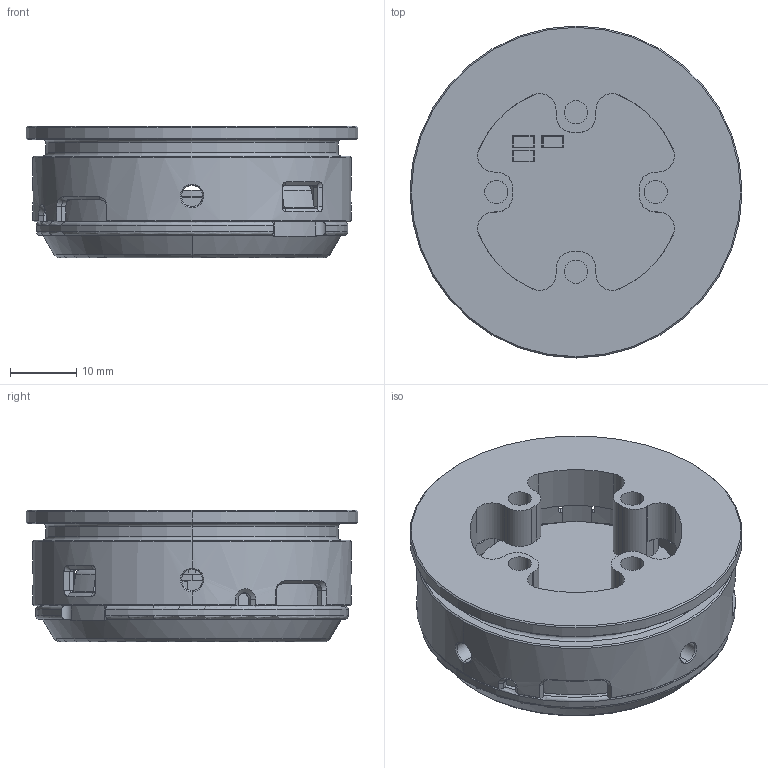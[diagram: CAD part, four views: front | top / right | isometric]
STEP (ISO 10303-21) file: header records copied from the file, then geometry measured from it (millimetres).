
FILE_DESCRIPTION((''),'2;1');
FILE_NAME('STARK1_7_TOUCH_WIRST_NEW_ASM','2025-11-24T10:42:39',('76495'),(''),'CREO PARAMETRIC BY PTC INC, 2022284','CREO PARAMETRIC BY PTC INC, 2022284','');
FILE_SCHEMA(('CONFIG_CONTROL_DESIGN'));
Length unit declared in the file: millimetre
Products named in the file (25): BC2-0800326-STARK10001_3; BC2-1000103-__AF00_5; OPEN_CASCADE_STEP_TRANSLATOR-62; BOARD_ASM_3_ASM; BM05B-PASS-TF_3; CON1_ASM_3_ASM; OPEN_CASCADE_STEP_TRANSLA-14616; OPEN_CASCADE_STEP_TRANSLA-15089; TERMINAL-14602_ASM_3_ASM; OPEN_CASCADE_STEP_TRANSLA-15585; MID_BODY-15575_ASM_3_ASM; 6023861552_ASM_3_ASM; C3_ASM_3_ASM; OPEN_CASCADE_STEP_TRANSLA-15971; OPEN_CASCADE_STEP_TRANSLA-16444; TERMINAL-15957_ASM_3_ASM; OPEN_CASCADE_STEP_TRANSLA-16940; MID_BODY-16930_ASM_3_ASM; 6023868032_ASM_3_ASM; C2_ASM_3_ASM; C1_ASM_3_ASM; PCB_AF1_ASM_3_ASM; STARK1_7_ROB_WRIST_BOARD_V040_A_ASM; STARK_WIRST_2_GY_0510_ASM_14_ASM; STARK1_7_TOUCH_WIRST_NEW_ASM
Assembly tree (25 placements, depth 8):
  STARK1_7_TOUCH_WIRST_NEW_ASM
    STARK_WIRST_2_GY_0510_ASM_14_ASM
      BC2-0800326-STARK10001_3
      BC2-1000103-__AF00_5
      STARK1_7_ROB_WRIST_BOARD_V040_A_ASM
        PCB_AF1_ASM_3_ASM
          BOARD_ASM_3_ASM
            OPEN_CASCADE_STEP_TRANSLATOR-62
          CON1_ASM_3_ASM
            BM05B-PASS-TF_3
          C3_ASM_3_ASM
            6023861552_ASM_3_ASM
              TERMINAL-14602_ASM_3_ASM
                OPEN_CASCADE_STEP_TRANSLA-14616
                OPEN_CASCADE_STEP_TRANSLA-15089
              MID_BODY-15575_ASM_3_ASM
                OPEN_CASCADE_STEP_TRANSLA-15585
          C2_ASM_3_ASM
            6023868032_ASM_3_ASM
              TERMINAL-15957_ASM_3_ASM
                OPEN_CASCADE_STEP_TRANSLA-15971
                OPEN_CASCADE_STEP_TRANSLA-16444
              MID_BODY-16930_ASM_3_ASM
                OPEN_CASCADE_STEP_TRANSLA-16940
          C1_ASM_3_ASM
            6023868032_ASM_3_ASM
              TERMINAL-15957_ASM_3_ASM
                OPEN_CASCADE_STEP_TRANSLA-15971
                OPEN_CASCADE_STEP_TRANSLA-16444
              MID_BODY-16930_ASM_3_ASM
                OPEN_CASCADE_STEP_TRANSLA-16940
Bounding box: 50 x 50 x 19.8 mm (x, y, z)
Volume: 12396.8 mm3; surface area: 16244.1 mm2
Topology: 13 solids, 13 shells, 1138 faces, 3055 edges, 1957 vertices
Faces by surface type: plane 647, cylinder 260, cone 101, bspline 53, sphere 40, torus 30, extrusion 7
Entity records: 39885 total; most frequent: CARTESIAN_POINT 12167, ORIENTED_EDGE 5838, DIRECTION 5492, EDGE_CURVE 2919, VECTOR 1930, LINE 1923, VERTEX_POINT 1901, AXIS2_PLACEMENT_3D 1781
